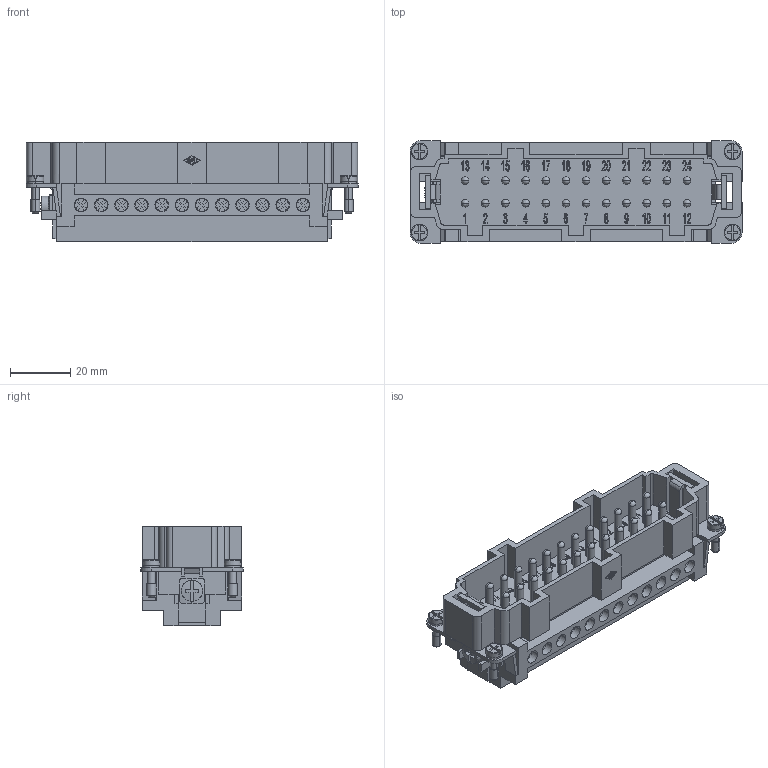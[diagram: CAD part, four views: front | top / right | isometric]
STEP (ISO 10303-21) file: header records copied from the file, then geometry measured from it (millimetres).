
FILE_DESCRIPTION((''),'2;1');
FILE_NAME('CNEM 24 TX.stp','2006-10-25T14:19:02',('gembarski'),(''),'Autodesk Inventor 7','Autodesk Inventor 7','');
FILE_SCHEMA(('AUTOMOTIVE_DESIGN { 1 0 10303 214 1 1 1 1 }'));
Length unit declared in the file: millimetre
Products named in the file (1): CNEM 24 TX
Bounding box: 110.3 x 34 x 33 mm (x, y, z)
Volume: 48874.2 mm3; surface area: 38423.4 mm2
Topology: 1 solids, 1 shells, 2395 faces, 6415 edges, 4215 vertices
Faces by surface type: bspline 1090, plane 1043, cylinder 222, sphere 28, torus 8, cone 4
Entity records: 79673 total; most frequent: CARTESIAN_POINT 24464, ORIENTED_EDGE 12738, DIRECTION 8982, EDGE_CURVE 6369, VERTEX_POINT 4215, VECTOR 4160, LINE 4160, EDGE_LOOP 2662
